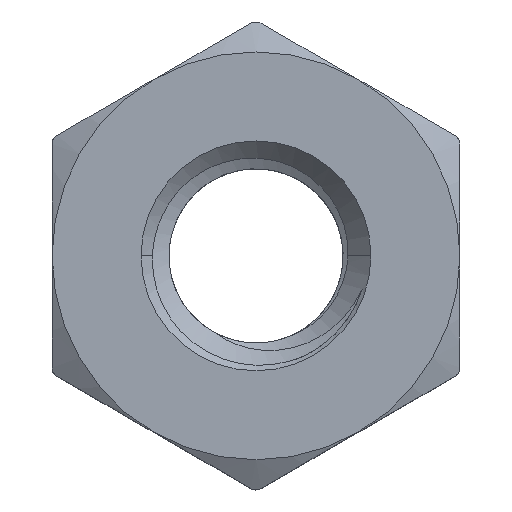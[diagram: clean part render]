
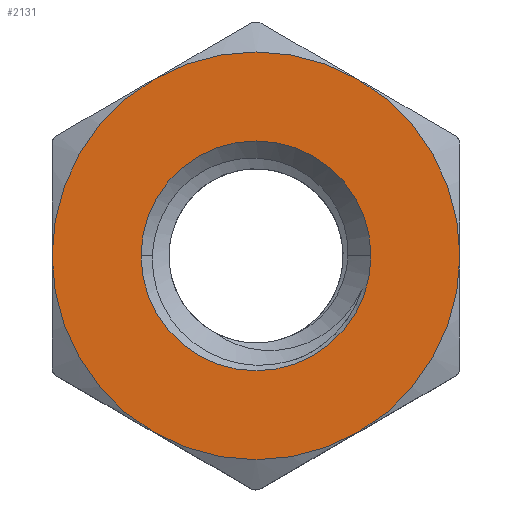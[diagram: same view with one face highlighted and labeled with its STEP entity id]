
A CAD part, top view. The second image highlights one B-rep face of the part: STEP entity #2131.
In plain terms, the highlighted planar face has unit normal (0, 0, 1).
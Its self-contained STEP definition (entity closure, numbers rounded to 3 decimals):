
#130 = DIRECTION ( 'NONE',  ( 1., 0., 0. ) ) ;
#142 = EDGE_LOOP ( 'NONE', ( #1388, #2384 ) ) ;
#185 = CIRCLE ( 'NONE', #626, 2.75 ) ;
#206 = AXIS2_PLACEMENT_3D ( 'NONE', #1667, #943, #374 ) ;
#208 = CARTESIAN_POINT ( 'NONE',  ( 0., 0., 1.2 ) ) ;
#281 = VERTEX_POINT ( 'NONE', #2155 ) ;
#374 = DIRECTION ( 'NONE',  ( 1., 0., 0. ) ) ;
#463 = ORIENTED_EDGE ( 'NONE', *, *, #1605, .T. ) ;
#479 = CARTESIAN_POINT ( 'NONE',  ( 0., 0., 1.2 ) ) ;
#491 = VERTEX_POINT ( 'NONE', #1811 ) ;
#496 = DIRECTION ( 'NONE',  ( 1., 0., 0. ) ) ;
#510 = DIRECTION ( 'NONE',  ( 0., 0., 1. ) ) ;
#566 = EDGE_CURVE ( 'NONE', #1031, #281, #1363, .T. ) ;
#579 = ORIENTED_EDGE ( 'NONE', *, *, #1700, .T. ) ;
#584 = FACE_BOUND ( 'NONE', #142, .T. ) ;
#603 = CARTESIAN_POINT ( 'NONE',  ( -2.75, 0., 1.2 ) ) ;
#626 = AXIS2_PLACEMENT_3D ( 'NONE', #1089, #2204, #723 ) ;
#702 = CIRCLE ( 'NONE', #2410, 2.75 ) ;
#712 = DIRECTION ( 'NONE',  ( 0., 0., 1. ) ) ;
#723 = DIRECTION ( 'NONE',  ( 1., 0., 0. ) ) ;
#779 = EDGE_CURVE ( 'NONE', #940, #491, #1332, .T. ) ;
#789 = DIRECTION ( 'NONE',  ( 0., 0., 1. ) ) ;
#823 = VERTEX_POINT ( 'NONE', #982 ) ;
#901 = DIRECTION ( 'NONE',  ( 0., 0., 1. ) ) ;
#916 = VERTEX_POINT ( 'NONE', #1338 ) ;
#940 = VERTEX_POINT ( 'NONE', #603 ) ;
#943 = DIRECTION ( 'NONE',  ( 0., 0., 1. ) ) ;
#955 = EDGE_CURVE ( 'NONE', #916, #1483, #1914, .T. ) ;
#973 = ORIENTED_EDGE ( 'NONE', *, *, #955, .T. ) ;
#982 = CARTESIAN_POINT ( 'NONE',  ( 1.55, 0., 1.2 ) ) ;
#1031 = VERTEX_POINT ( 'NONE', #1197 ) ;
#1089 = CARTESIAN_POINT ( 'NONE',  ( 0., 0., 1.2 ) ) ;
#1116 = VERTEX_POINT ( 'NONE', #1349 ) ;
#1149 = AXIS2_PLACEMENT_3D ( 'NONE', #1517, #1524, #1705 ) ;
#1197 = CARTESIAN_POINT ( 'NONE',  ( 1.375, -2.382, 1.2 ) ) ;
#1247 = DIRECTION ( 'NONE',  ( 1., 0., 0. ) ) ;
#1274 = ORIENTED_EDGE ( 'NONE', *, *, #779, .T. ) ;
#1332 = CIRCLE ( 'NONE', #206, 2.75 ) ;
#1338 = CARTESIAN_POINT ( 'NONE',  ( 1.375, 2.382, 1.2 ) ) ;
#1349 = CARTESIAN_POINT ( 'NONE',  ( -1.55, 0., 1.2 ) ) ;
#1362 = ORIENTED_EDGE ( 'NONE', *, *, #566, .T. ) ;
#1363 = CIRCLE ( 'NONE', #1544, 2.75 ) ;
#1388 = ORIENTED_EDGE ( 'NONE', *, *, #1992, .F. ) ;
#1402 = FACE_OUTER_BOUND ( 'NONE', #2237, .T. ) ;
#1414 = DIRECTION ( 'NONE',  ( 0., 0., 1. ) ) ;
#1483 = VERTEX_POINT ( 'NONE', #1940 ) ;
#1517 = CARTESIAN_POINT ( 'NONE',  ( 0., 0., 1.2 ) ) ;
#1524 = DIRECTION ( 'NONE',  ( 0., 0., 1. ) ) ;
#1544 = AXIS2_PLACEMENT_3D ( 'NONE', #2177, #901, #2190 ) ;
#1579 = AXIS2_PLACEMENT_3D ( 'NONE', #208, #789, #2044 ) ;
#1584 = EDGE_CURVE ( 'NONE', #491, #1031, #2379, .T. ) ;
#1592 = CARTESIAN_POINT ( 'NONE',  ( 0., 0., 1.2 ) ) ;
#1605 = EDGE_CURVE ( 'NONE', #281, #916, #702, .T. ) ;
#1621 = CARTESIAN_POINT ( 'NONE',  ( 0., 0., 1.2 ) ) ;
#1643 = DIRECTION ( 'NONE',  ( 0., 0., 1. ) ) ;
#1667 = CARTESIAN_POINT ( 'NONE',  ( 0., 0., 1.2 ) ) ;
#1700 = EDGE_CURVE ( 'NONE', #1483, #940, #185, .T. ) ;
#1705 = DIRECTION ( 'NONE',  ( 1., 0., 0. ) ) ;
#1707 = ORIENTED_EDGE ( 'NONE', *, *, #1584, .T. ) ;
#1751 = CIRCLE ( 'NONE', #2023, 1.55 ) ;
#1811 = CARTESIAN_POINT ( 'NONE',  ( -1.375, -2.382, 1.2 ) ) ;
#1874 = PLANE ( 'NONE',  #1579 ) ;
#1914 = CIRCLE ( 'NONE', #1149, 2.75 ) ;
#1940 = CARTESIAN_POINT ( 'NONE',  ( -1.375, 2.382, 1.2 ) ) ;
#1944 = CIRCLE ( 'NONE', #2201, 1.55 ) ;
#1992 = EDGE_CURVE ( 'NONE', #823, #1116, #1944, .T. ) ;
#2022 = CARTESIAN_POINT ( 'NONE',  ( 0., 0., 1.2 ) ) ;
#2023 = AXIS2_PLACEMENT_3D ( 'NONE', #1621, #712, #1247 ) ;
#2044 = DIRECTION ( 'NONE',  ( 1., 0., 0. ) ) ;
#2049 = EDGE_CURVE ( 'NONE', #1116, #823, #1751, .T. ) ;
#2131 = ADVANCED_FACE ( 'NONE', ( #584, #1402 ), #1874, .T. ) ;
#2155 = CARTESIAN_POINT ( 'NONE',  ( 2.75, 0., 1.2 ) ) ;
#2177 = CARTESIAN_POINT ( 'NONE',  ( 0., 0., 1.2 ) ) ;
#2190 = DIRECTION ( 'NONE',  ( 1., 0., 0. ) ) ;
#2201 = AXIS2_PLACEMENT_3D ( 'NONE', #2022, #1643, #2367 ) ;
#2204 = DIRECTION ( 'NONE',  ( 0., 0., 1. ) ) ;
#2237 = EDGE_LOOP ( 'NONE', ( #1362, #463, #973, #579, #1274, #1707 ) ) ;
#2367 = DIRECTION ( 'NONE',  ( 1., 0., 0. ) ) ;
#2379 = CIRCLE ( 'NONE', #2380, 2.75 ) ;
#2380 = AXIS2_PLACEMENT_3D ( 'NONE', #479, #1414, #130 ) ;
#2384 = ORIENTED_EDGE ( 'NONE', *, *, #2049, .F. ) ;
#2410 = AXIS2_PLACEMENT_3D ( 'NONE', #1592, #510, #496 ) ;
